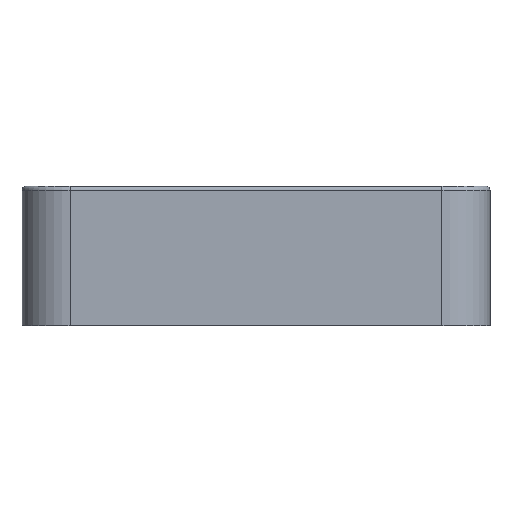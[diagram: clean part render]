
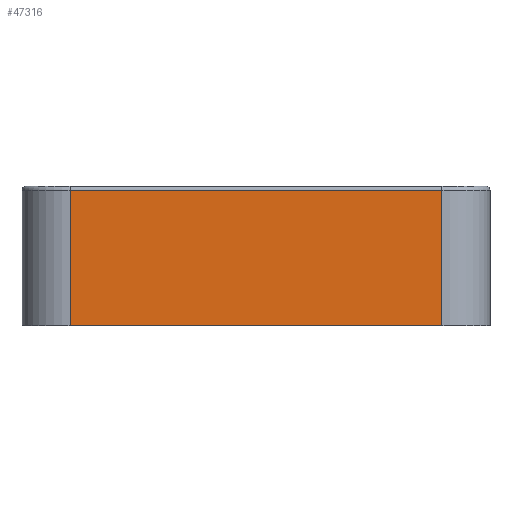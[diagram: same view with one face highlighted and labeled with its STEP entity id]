
A CAD part, front view. The second image highlights one B-rep face of the part: STEP entity #47316.
In plain terms, the highlighted face is planar.
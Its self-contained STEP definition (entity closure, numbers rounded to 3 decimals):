
#45825 = PLANE('',#45826);
#45826 = AXIS2_PLACEMENT_3D('',#45827,#45828,#45829);
#45827 = CARTESIAN_POINT('',(245.,275.,0.));
#45828 = DIRECTION('',(0.,0.,1.));
#45829 = DIRECTION('',(1.,0.,0.));
#46092 = VERTEX_POINT('',#46093);
#46093 = CARTESIAN_POINT('',(495.,52.5,0.));
#46108 = CYLINDRICAL_SURFACE('',#46109,57.5);
#46109 = AXIS2_PLACEMENT_3D('',#46110,#46111,#46112);
#46110 = CARTESIAN_POINT('',(437.5,52.5,0.));
#46111 = DIRECTION('',(0.,0.,1.));
#46112 = DIRECTION('',(0.,-1.,0.));
#46120 = EDGE_CURVE('',#46092,#46121,#46123,.T.);
#46121 = VERTEX_POINT('',#46122);
#46122 = CARTESIAN_POINT('',(495.,497.5,0.));
#46123 = SURFACE_CURVE('',#46124,(#46128,#46135),.PCURVE_S1.);
#46124 = LINE('',#46125,#46126);
#46125 = CARTESIAN_POINT('',(495.,0.,0.));
#46126 = VECTOR('',#46127,1.);
#46127 = DIRECTION('',(0.,1.,0.));
#46128 = PCURVE('',#45825,#46129);
#46129 = DEFINITIONAL_REPRESENTATION('',(#46130),#46134);
#46130 = LINE('',#46131,#46132);
#46131 = CARTESIAN_POINT('',(250.,-275.));
#46132 = VECTOR('',#46133,1.);
#46133 = DIRECTION('',(0.,1.));
#46134 = ( GEOMETRIC_REPRESENTATION_CONTEXT(2) 
PARAMETRIC_REPRESENTATION_CONTEXT() REPRESENTATION_CONTEXT('2D SPACE',''
  ) );
#46135 = PCURVE('',#46136,#46141);
#46136 = PLANE('',#46137);
#46137 = AXIS2_PLACEMENT_3D('',#46138,#46139,#46140);
#46138 = CARTESIAN_POINT('',(495.,0.,0.));
#46139 = DIRECTION('',(-1.,0.,0.));
#46140 = DIRECTION('',(0.,1.,0.));
#46141 = DEFINITIONAL_REPRESENTATION('',(#46142),#46146);
#46142 = LINE('',#46143,#46144);
#46143 = CARTESIAN_POINT('',(0.,0.));
#46144 = VECTOR('',#46145,1.);
#46145 = DIRECTION('',(1.,0.));
#46146 = ( GEOMETRIC_REPRESENTATION_CONTEXT(2) 
PARAMETRIC_REPRESENTATION_CONTEXT() REPRESENTATION_CONTEXT('2D SPACE',''
  ) );
#46165 = CYLINDRICAL_SURFACE('',#46166,57.5);
#46166 = AXIS2_PLACEMENT_3D('',#46167,#46168,#46169);
#46167 = CARTESIAN_POINT('',(437.5,497.5,0.));
#46168 = DIRECTION('',(0.,0.,1.));
#46169 = DIRECTION('',(1.,0.,0.));
#47268 = VERTEX_POINT('',#47269);
#47269 = CARTESIAN_POINT('',(495.,497.5,162.));
#47296 = EDGE_CURVE('',#46121,#47268,#47297,.T.);
#47297 = SURFACE_CURVE('',#47298,(#47302,#47309),.PCURVE_S1.);
#47298 = LINE('',#47299,#47300);
#47299 = CARTESIAN_POINT('',(495.,497.5,0.));
#47300 = VECTOR('',#47301,1.);
#47301 = DIRECTION('',(0.,0.,1.));
#47302 = PCURVE('',#46165,#47303);
#47303 = DEFINITIONAL_REPRESENTATION('',(#47304),#47308);
#47304 = LINE('',#47305,#47306);
#47305 = CARTESIAN_POINT('',(0.,0.));
#47306 = VECTOR('',#47307,1.);
#47307 = DIRECTION('',(0.,1.));
#47308 = ( GEOMETRIC_REPRESENTATION_CONTEXT(2) 
PARAMETRIC_REPRESENTATION_CONTEXT() REPRESENTATION_CONTEXT('2D SPACE',''
  ) );
#47309 = PCURVE('',#46136,#47310);
#47310 = DEFINITIONAL_REPRESENTATION('',(#47311),#47315);
#47311 = LINE('',#47312,#47313);
#47312 = CARTESIAN_POINT('',(497.5,0.));
#47313 = VECTOR('',#47314,1.);
#47314 = DIRECTION('',(0.,-1.));
#47315 = ( GEOMETRIC_REPRESENTATION_CONTEXT(2) 
PARAMETRIC_REPRESENTATION_CONTEXT() REPRESENTATION_CONTEXT('2D SPACE',''
  ) );
#47316 = ADVANCED_FACE('',(#47317),#46136,.F.);
#47317 = FACE_BOUND('',#47318,.F.);
#47318 = EDGE_LOOP('',(#47319,#47320,#47343,#47369));
#47319 = ORIENTED_EDGE('',*,*,#46120,.F.);
#47320 = ORIENTED_EDGE('',*,*,#47321,.T.);
#47321 = EDGE_CURVE('',#46092,#47322,#47324,.T.);
#47322 = VERTEX_POINT('',#47323);
#47323 = CARTESIAN_POINT('',(495.,52.5,162.));
#47324 = SURFACE_CURVE('',#47325,(#47329,#47336),.PCURVE_S1.);
#47325 = LINE('',#47326,#47327);
#47326 = CARTESIAN_POINT('',(495.,52.5,0.));
#47327 = VECTOR('',#47328,1.);
#47328 = DIRECTION('',(0.,0.,1.));
#47329 = PCURVE('',#46136,#47330);
#47330 = DEFINITIONAL_REPRESENTATION('',(#47331),#47335);
#47331 = LINE('',#47332,#47333);
#47332 = CARTESIAN_POINT('',(52.5,0.));
#47333 = VECTOR('',#47334,1.);
#47334 = DIRECTION('',(0.,-1.));
#47335 = ( GEOMETRIC_REPRESENTATION_CONTEXT(2) 
PARAMETRIC_REPRESENTATION_CONTEXT() REPRESENTATION_CONTEXT('2D SPACE',''
  ) );
#47336 = PCURVE('',#46108,#47337);
#47337 = DEFINITIONAL_REPRESENTATION('',(#47338),#47342);
#47338 = LINE('',#47339,#47340);
#47339 = CARTESIAN_POINT('',(1.571,0.));
#47340 = VECTOR('',#47341,1.);
#47341 = DIRECTION('',(0.,1.));
#47342 = ( GEOMETRIC_REPRESENTATION_CONTEXT(2) 
PARAMETRIC_REPRESENTATION_CONTEXT() REPRESENTATION_CONTEXT('2D SPACE',''
  ) );
#47343 = ORIENTED_EDGE('',*,*,#47344,.T.);
#47344 = EDGE_CURVE('',#47322,#47268,#47345,.T.);
#47345 = SURFACE_CURVE('',#47346,(#47350,#47357),.PCURVE_S1.);
#47346 = LINE('',#47347,#47348);
#47347 = CARTESIAN_POINT('',(495.,0.,162.));
#47348 = VECTOR('',#47349,1.);
#47349 = DIRECTION('',(0.,1.,0.));
#47350 = PCURVE('',#46136,#47351);
#47351 = DEFINITIONAL_REPRESENTATION('',(#47352),#47356);
#47352 = LINE('',#47353,#47354);
#47353 = CARTESIAN_POINT('',(0.,-162.));
#47354 = VECTOR('',#47355,1.);
#47355 = DIRECTION('',(1.,0.));
#47356 = ( GEOMETRIC_REPRESENTATION_CONTEXT(2) 
PARAMETRIC_REPRESENTATION_CONTEXT() REPRESENTATION_CONTEXT('2D SPACE',''
  ) );
#47357 = PCURVE('',#47358,#47363);
#47358 = CYLINDRICAL_SURFACE('',#47359,5.);
#47359 = AXIS2_PLACEMENT_3D('',#47360,#47361,#47362);
#47360 = CARTESIAN_POINT('',(490.,0.,162.));
#47361 = DIRECTION('',(0.,1.,0.));
#47362 = DIRECTION('',(-1.,0.,0.));
#47363 = DEFINITIONAL_REPRESENTATION('',(#47364),#47368);
#47364 = LINE('',#47365,#47366);
#47365 = CARTESIAN_POINT('',(3.142,0.));
#47366 = VECTOR('',#47367,1.);
#47367 = DIRECTION('',(0.,1.));
#47368 = ( GEOMETRIC_REPRESENTATION_CONTEXT(2) 
PARAMETRIC_REPRESENTATION_CONTEXT() REPRESENTATION_CONTEXT('2D SPACE',''
  ) );
#47369 = ORIENTED_EDGE('',*,*,#47296,.F.);
